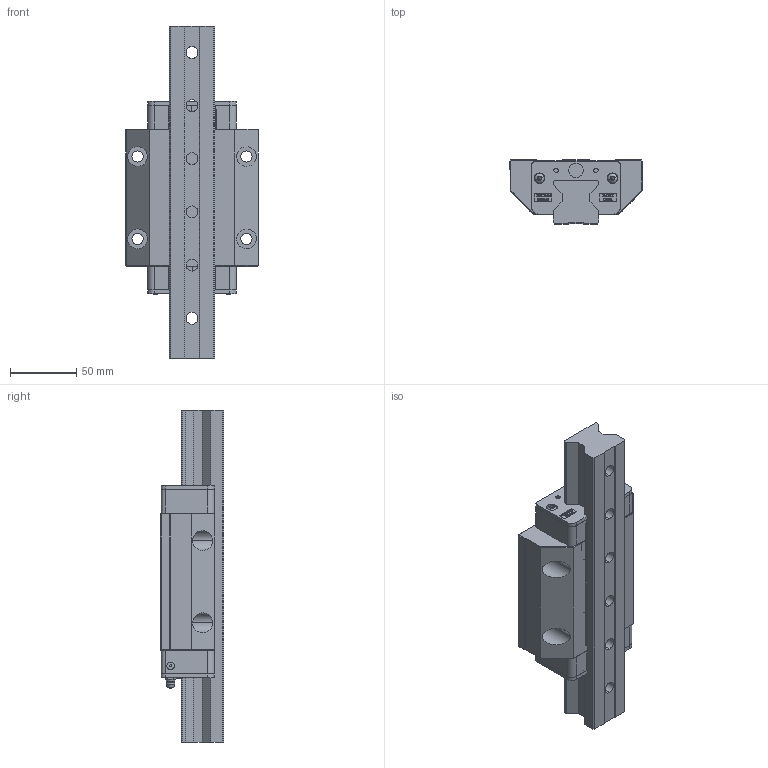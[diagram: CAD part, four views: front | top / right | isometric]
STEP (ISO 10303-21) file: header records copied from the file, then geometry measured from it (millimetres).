
FILE_DESCRIPTION (( 'STEP AP214' ), '1' );
FILE_NAME ('SBR35FLL ASSY 嫦歎辨.STEP', '2023-10-31T01:36:39', ( 'Windows 餌辨濠' ), ( '' ), 'SwSTEP 2.0', 'SolidWorks 2013', '' );
FILE_SCHEMA (( 'AUTOMOTIVE_DESIGN' ));
Length unit declared in the file: millimetre
Products named in the file (10): SUS301-L; NIPPLE; SRBOLT-M4x25L_SS400^SBR35FLL ASSY 嫦歎辨; SBRO 35 RAIL R00; SBR35FLL ASSY 嫦歎辨; SBR 35_BLOCK_FLL; SBR 35 End Plate - 嫦歎辨; SBR 35 End Seal - 嫦歎辨; SBR 35 BOTTOM SEAL L; NBR-L
Assembly tree (15 placements, depth 3):
  SBR35FLL ASSY 嫦歎辨
    SBRO 35 RAIL R00
    SRBOLT-M4x25L_SS400^SBR35FLL ASSY 嫦歎辨  x4
    NIPPLE
    SBR 35 BOTTOM SEAL L  x2
      SUS301-L
      NBR-L
    SBR 35 End Seal - 嫦歎辨  x2
    SBR 35 End Plate - 嫦歎辨  x2
    SBR 35_BLOCK_FLL
Bounding box: 100 x 48 x 250 mm (x, y, z)
Volume: 583099.9 mm3; surface area: 126798.9 mm2
Topology: 16 solids, 16 shells, 5125 faces, 14473 edges, 9591 vertices
Faces by surface type: plane 4559, bspline 284, cylinder 212, cone 44, torus 14, sphere 12
Entity records: 92630 total; most frequent: CARTESIAN_POINT 23246, ORIENTED_EDGE 14822, DIRECTION 12461, EDGE_CURVE 7411, LINE 6795, VECTOR 6795, VERTEX_POINT 4914, AXIS2_PLACEMENT_3D 2833
